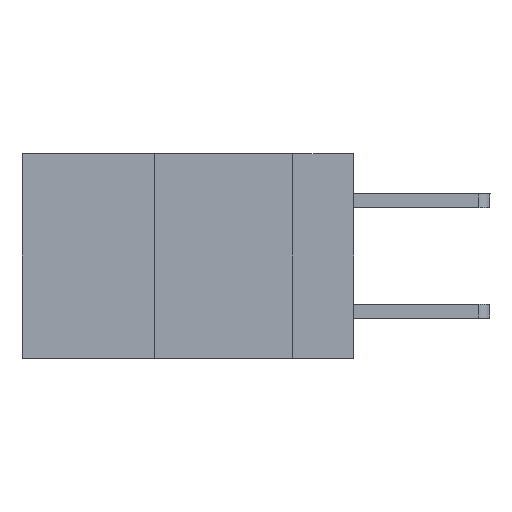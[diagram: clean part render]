
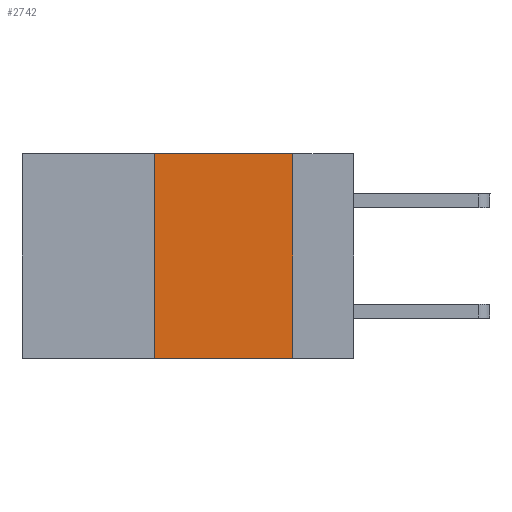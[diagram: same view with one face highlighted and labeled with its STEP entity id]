
A CAD part, left-side view. The second image highlights one B-rep face of the part: STEP entity #2742.
In plain terms, the highlighted planar face has unit normal (-1, 0, 0).
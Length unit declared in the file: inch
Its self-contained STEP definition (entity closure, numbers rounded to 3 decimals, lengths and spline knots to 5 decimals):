
#248 = EDGE_CURVE ( 'NONE', #6235, #6604, #9203, .T. ) ;
#459 = FACE_OUTER_BOUND ( 'NONE', #8863, .T. ) ;
#470 = VERTEX_POINT ( 'NONE', #4529 ) ;
#1393 = EDGE_CURVE ( 'NONE', #11919, #6235, #13984, .T. ) ;
#1620 = ORIENTED_EDGE ( 'NONE', *, *, #248, .F. ) ;
#1754 = VECTOR ( 'NONE', #14035, 39.37008 ) ;
#2742 = ADVANCED_FACE ( 'NONE', ( #459 ), #14357, .F. ) ;
#3222 = LINE ( 'NONE', #9309, #8802 ) ;
#4529 = CARTESIAN_POINT ( 'NONE',  ( 0., 0.11, -0.37 ) ) ;
#4713 = DIRECTION ( 'NONE',  ( 1., 0., 0. ) ) ;
#4870 = CARTESIAN_POINT ( 'NONE',  ( 0., 0.6, 0. ) ) ;
#6062 = DIRECTION ( 'NONE',  ( 0., 0., -1. ) ) ;
#6235 = VERTEX_POINT ( 'NONE', #13608 ) ;
#6604 = VERTEX_POINT ( 'NONE', #12264 ) ;
#7146 = ORIENTED_EDGE ( 'NONE', *, *, #10334, .T. ) ;
#7706 = VECTOR ( 'NONE', #9589, 39.37008 ) ;
#8802 = VECTOR ( 'NONE', #12928, 39.37008 ) ;
#8863 = EDGE_LOOP ( 'NONE', ( #14428, #1620, #14991, #7146 ) ) ;
#9203 = LINE ( 'NONE', #12901, #7706 ) ;
#9309 = CARTESIAN_POINT ( 'NONE',  ( 0., 0.11, 0. ) ) ;
#9589 = DIRECTION ( 'NONE',  ( 0., -1., 0. ) ) ;
#10334 = EDGE_CURVE ( 'NONE', #11919, #470, #14530, .T. ) ;
#11649 = CARTESIAN_POINT ( 'NONE',  ( 0., 0.36, 0. ) ) ;
#11919 = VERTEX_POINT ( 'NONE', #14534 ) ;
#12117 = VECTOR ( 'NONE', #14555, 39.37008 ) ;
#12119 = CARTESIAN_POINT ( 'NONE',  ( 0., 0.6, -0.37 ) ) ;
#12264 = CARTESIAN_POINT ( 'NONE',  ( 0., 0.11, 0. ) ) ;
#12901 = CARTESIAN_POINT ( 'NONE',  ( 0., 0.6, 0. ) ) ;
#12928 = DIRECTION ( 'NONE',  ( 0., 0., -1. ) ) ;
#13608 = CARTESIAN_POINT ( 'NONE',  ( 0., 0.36, 0. ) ) ;
#13984 = LINE ( 'NONE', #11649, #1754 ) ;
#14035 = DIRECTION ( 'NONE',  ( 0., 0., 1. ) ) ;
#14357 = PLANE ( 'NONE',  #14358 ) ;
#14358 = AXIS2_PLACEMENT_3D ( 'NONE', #4870, #4713, #6062 ) ;
#14428 = ORIENTED_EDGE ( 'NONE', *, *, #15106, .F. ) ;
#14530 = LINE ( 'NONE', #12119, #12117 ) ;
#14534 = CARTESIAN_POINT ( 'NONE',  ( 0., 0.36, -0.37 ) ) ;
#14555 = DIRECTION ( 'NONE',  ( 0., -1., 0. ) ) ;
#14991 = ORIENTED_EDGE ( 'NONE', *, *, #1393, .F. ) ;
#15106 = EDGE_CURVE ( 'NONE', #6604, #470, #3222, .T. ) ;
